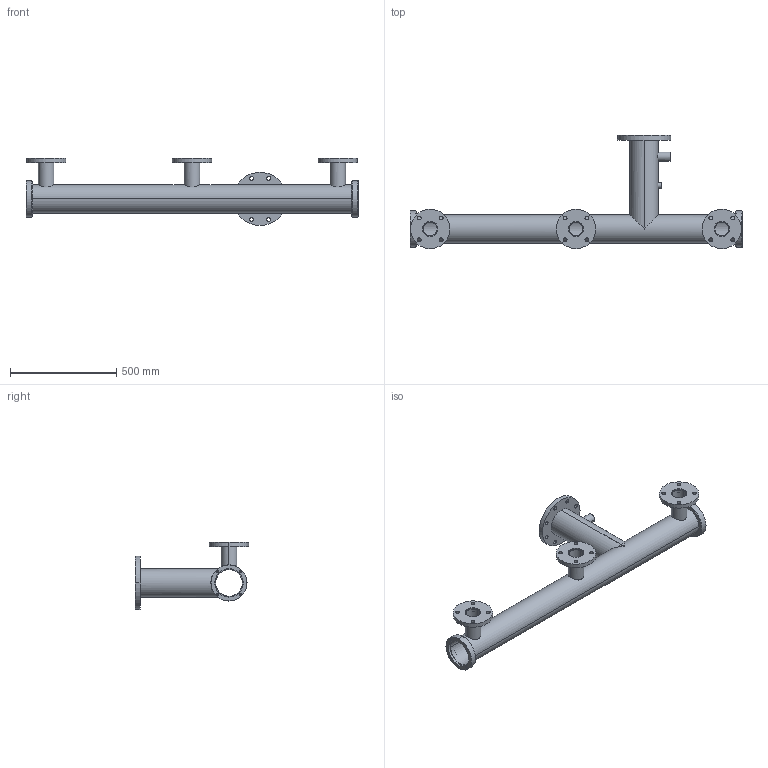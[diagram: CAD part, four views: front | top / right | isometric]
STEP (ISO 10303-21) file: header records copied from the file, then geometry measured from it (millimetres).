
FILE_DESCRIPTION (( 'STEP AP203' ), '1' );
FILE_NAME ('3996-60-10_REV_.step', '2026-02-21T22:21:28', ( '' ), ( '' ), 'SwSTEP 2.0', 'SolidWorks 2025', '' );
FILE_SCHEMA (( 'CONFIG_CONTROL_DESIGN' ));
Length unit declared in the file: millimetre
Products named in the file (8): 65NBx4-PN16-SO-MS_65NB BORE; 3996-60-25_MACHINED; 125NBx133OD-PN16-SO-MS; OEM-15-150-MS-S_4452K344; 3996-60-10 Part; OEM-32-TN-MS; 3996-60-10 Assy_NO 3_4 SOCKET & ENDS; 3996-60-10_REV_
Assembly tree (10 placements, depth 3):
  3996-60-10_REV_
    3996-60-10 Assy_NO 3_4 SOCKET & ENDS
      3996-60-10 Part
      65NBx4-PN16-SO-MS_65NB BORE  x3
      125NBx133OD-PN16-SO-MS
      OEM-15-150-MS-S_4452K344
    OEM-32-TN-MS
    3996-60-25_MACHINED  x2
Bounding box: 1560 x 532.5 x 315 mm (x, y, z)
Volume: 5946536.7 mm3; surface area: 2105426.4 mm2
Topology: 13 solids, 13 shells, 183 faces, 442 edges, 274 vertices
Faces by surface type: cylinder 124, cone 38, plane 21
Entity records: 7094 total; most frequent: CARTESIAN_POINT 3065, DIRECTION 682, ORIENTED_EDGE 604, EDGE_CURVE 302, AXIS2_PLACEMENT_3D 285, VERTEX_POINT 194, EDGE_LOOP 184, CIRCLE 142
